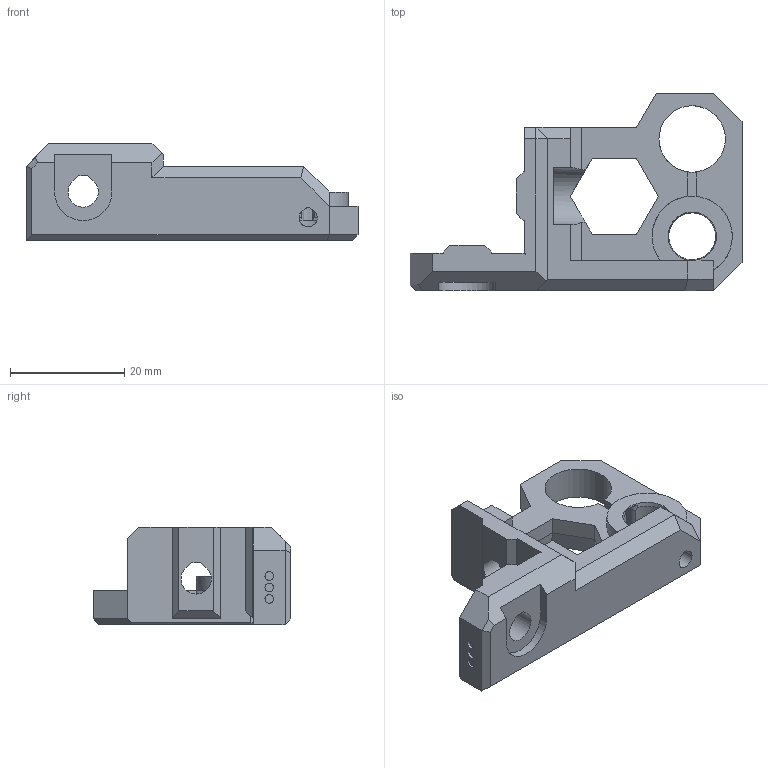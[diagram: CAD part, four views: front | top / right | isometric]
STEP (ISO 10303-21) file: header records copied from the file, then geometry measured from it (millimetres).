
FILE_DESCRIPTION(('FreeCAD Model'),'2;1');
FILE_NAME( 'z-top-left.step' ,'2020-04-13T20:22:01',('Author'),(''), 'Open CASCADE STEP processor 7.3','FreeCAD','Unknown');
FILE_SCHEMA(('AUTOMOTIVE_DESIGN { 1 0 10303 214 1 1 1 1 }'));
Length unit declared in the file: millimetre
Products named in the file (1): Cut009
Bounding box: 58 x 34.52 x 17 mm (x, y, z)
Volume: 9464.8 mm3; surface area: 5992.4 mm2
Topology: 1 solids, 8 shells, 180 faces, 466 edges, 299 vertices
Faces by surface type: plane 150, cylinder 22, cone 5, bspline 3
Full cylindrical faces by diameter (mm): 1.5 x3, 8.2 x1, 11.6 x1
Entity records: 14675 total; most frequent: CARTESIAN_POINT 4141, DIRECTION 1668, LINE 1183, VECTOR 1183, ORIENTED_EDGE 932, PCURVE 932, DEFINITIONAL_REPRESENTATION 932, EDGE_CURVE 466
